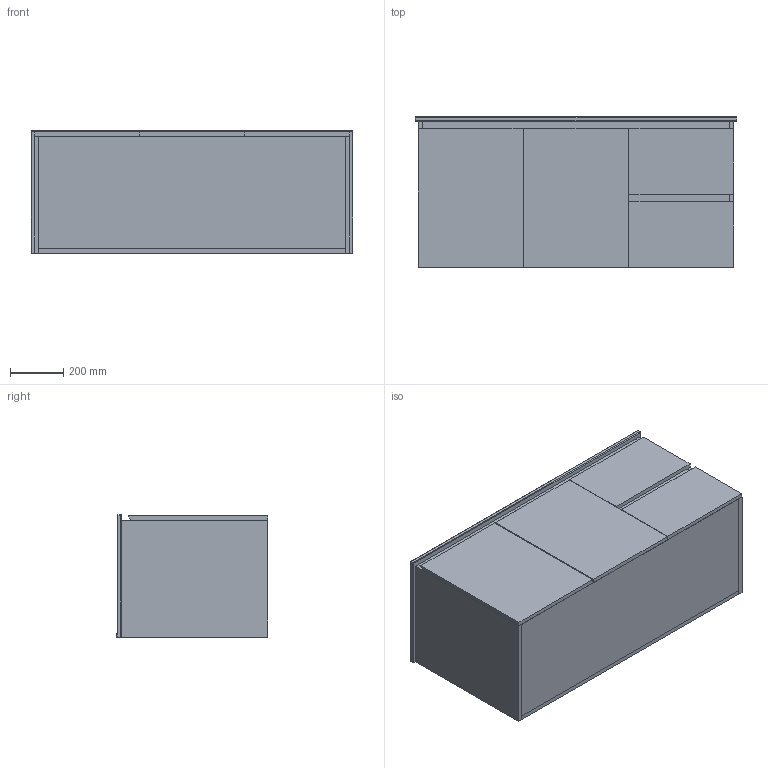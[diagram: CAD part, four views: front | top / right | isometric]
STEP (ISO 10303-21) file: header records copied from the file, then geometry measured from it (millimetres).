
FILE_DESCRIPTION (( 'STEP AP214' ), '1' );
FILE_NAME ('FD Ceramic 1200 WH ASSEM.STEP', '2019-03-06T04:53:36', ( '' ), ( '' ), 'SwSTEP 2.0', 'SolidWorks 2015', '' );
FILE_SCHEMA (( 'AUTOMOTIVE_DESIGN' ));
Length unit declared in the file: millimetre
Products named in the file (5): FD Ceramic 1200 WH; CERAMIC OVERFLOW COVER; FD Ceramic 1200 WH ASSEM; 1200 Spirit top ASSEM; 1200 Spirit top
Assembly tree (4 placements, depth 3):
  FD Ceramic 1200 WH ASSEM
    FD Ceramic 1200 WH
    1200 Spirit top ASSEM
      1200 Spirit top
      CERAMIC OVERFLOW COVER
Bounding box: 1210 x 569 x 460 mm (x, y, z)
Volume: 56101173.9 mm3; surface area: 7380856.3 mm2
Topology: 11 solids, 11 shells, 156 faces, 343 edges, 203 vertices
Faces by surface type: plane 102, cylinder 30, sphere 10, torus 8, bspline 6
Entity records: 4903 total; most frequent: CARTESIAN_POINT 1014, DIRECTION 721, ORIENTED_EDGE 666, EDGE_CURVE 333, AXIS2_PLACEMENT_3D 242, VECTOR 237, LINE 237, VERTEX_POINT 203
